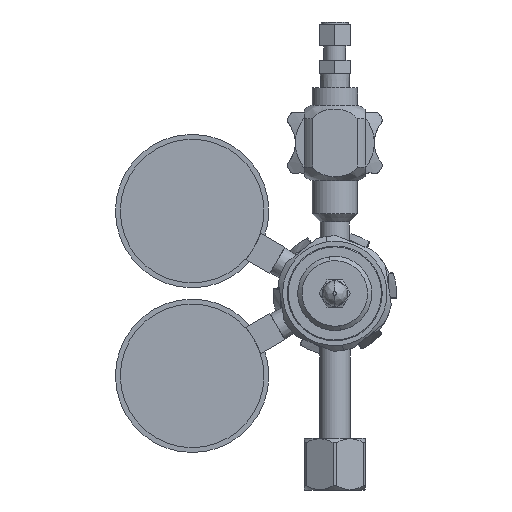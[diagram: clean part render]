
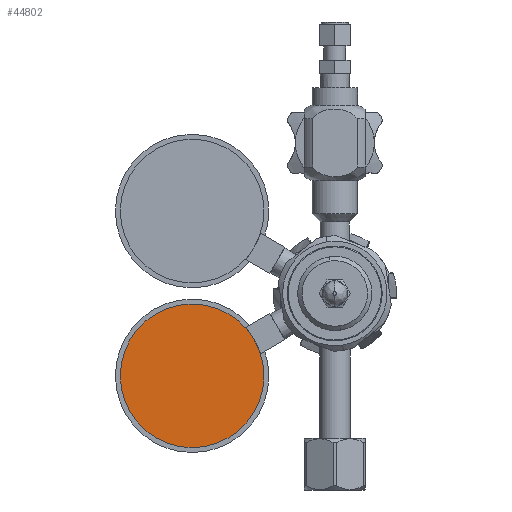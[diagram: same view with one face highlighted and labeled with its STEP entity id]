
A CAD part, front view. The second image highlights one B-rep face of the part: STEP entity #44802.
In plain terms, the highlighted face is planar.
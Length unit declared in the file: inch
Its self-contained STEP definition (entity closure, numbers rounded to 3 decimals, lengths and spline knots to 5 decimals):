
#44558=CARTESIAN_POINT('',(0.,0.,-0.83));
#44559=DIRECTION('',(0.,0.,-1.));
#44560=DIRECTION('',(1.,0.,0.));
#44561=AXIS2_PLACEMENT_3D('',#44558,#44559,#44560);
#44563=CARTESIAN_POINT('',(0.,0.,-0.83));
#44564=DIRECTION('',(0.,0.,-1.));
#44565=DIRECTION('',(-1.,0.,0.));
#44566=AXIS2_PLACEMENT_3D('',#44563,#44564,#44565);
#44639=CARTESIAN_POINT('',(-1.325,0.,-0.83));
#44641=VERTEX_POINT('',#44639);
#44643=CARTESIAN_POINT('',(1.325,0.,-0.83));
#44645=VERTEX_POINT('',#44643);
#44792=CARTESIAN_POINT('',(0.,0.,-0.83));
#44793=DIRECTION('',(0.,0.,1.));
#44794=DIRECTION('',(1.,0.,0.));
#44795=AXIS2_PLACEMENT_3D('',#44792,#44793,#44794);
#44796=PLANE('',#44795);
#44797=ORIENTED_EDGE('',*,*,#44734,.F.);
#44799=ORIENTED_EDGE('',*,*,#44798,.F.);
#44800=EDGE_LOOP('',(#44797,#44799));
#44801=FACE_OUTER_BOUND('',#44800,.F.);
#44802=ADVANCED_FACE('',(#44801),#44796,.F.);
#44562=CIRCLE('',#44561,1.325);
#44567=CIRCLE('',#44566,1.325);
#44734=EDGE_CURVE('',#44645,#44641,#44562,.T.);
#44798=EDGE_CURVE('',#44641,#44645,#44567,.T.);
